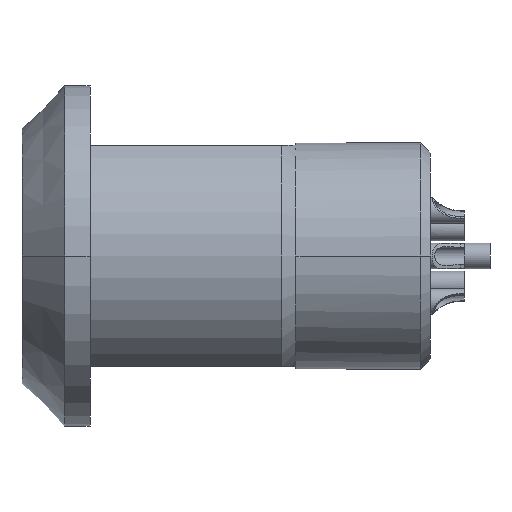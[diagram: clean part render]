
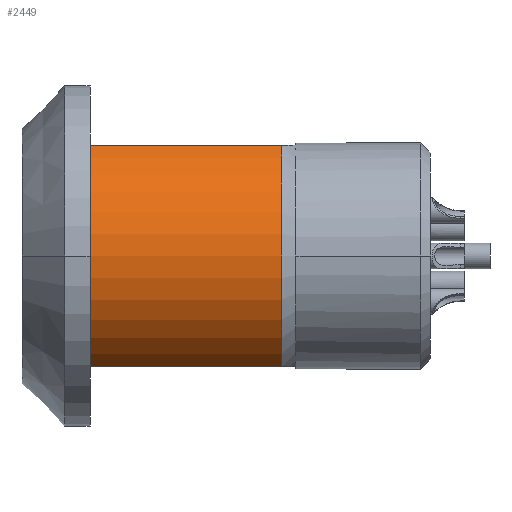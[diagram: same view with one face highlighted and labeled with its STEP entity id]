
A CAD part, front view. The second image highlights one B-rep face of the part: STEP entity #2449.
In plain terms, the highlighted cylindrical face has radius 7.5 mm (diameter 15 mm), a partial arc.
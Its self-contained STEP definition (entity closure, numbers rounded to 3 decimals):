
#180=CARTESIAN_POINT('',(2.25,0.,0.));
#181=DIRECTION('',(1.,0.,0.));
#182=DIRECTION('',(0.,-0.499,0.867));
#183=AXIS2_PLACEMENT_3D('',#180,#181,#182);
#185=DIRECTION('',(1.,0.,0.));
#186=VECTOR('',#185,11.25);
#187=CARTESIAN_POINT('',(-9.,-3.742,-6.5));
#188=LINE('',#187,#186);
#189=CARTESIAN_POINT('',(-9.,0.,0.));
#190=DIRECTION('',(-1.,0.,0.));
#191=DIRECTION('',(0.,-0.499,-0.867));
#192=AXIS2_PLACEMENT_3D('',#189,#190,#191);
#194=DIRECTION('',(1.,0.,0.));
#195=VECTOR('',#194,11.25);
#196=CARTESIAN_POINT('',(-9.,-3.742,6.5));
#197=LINE('',#196,#195);
#240=CARTESIAN_POINT('',(2.25,-3.742,-6.5));
#1950=CARTESIAN_POINT('',(-9.,-3.742,-6.5));
#1952=VERTEX_POINT('',#1950);
#1954=CARTESIAN_POINT('',(-9.,-3.742,6.5));
#1956=VERTEX_POINT('',#1954);
#1960=CARTESIAN_POINT('',(2.25,-3.742,6.5));
#1961=VERTEX_POINT('',#1960);
#1962=VERTEX_POINT('',#240);
#2435=CARTESIAN_POINT('',(-14.2,0.,0.));
#2436=DIRECTION('',(1.,0.,0.));
#2437=DIRECTION('',(0.,-1.,0.));
#2438=AXIS2_PLACEMENT_3D('',#2435,#2436,#2437);
#2439=CYLINDRICAL_SURFACE('',#2438,7.5);
#2441=ORIENTED_EDGE('',*,*,#2440,.T.);
#2443=ORIENTED_EDGE('',*,*,#2442,.F.);
#2444=ORIENTED_EDGE('',*,*,#2413,.T.);
#2446=ORIENTED_EDGE('',*,*,#2445,.T.);
#2447=EDGE_LOOP('',(#2441,#2443,#2444,#2446));
#2448=FACE_OUTER_BOUND('',#2447,.F.);
#2449=ADVANCED_FACE('',(#2448),#2439,.T.);
#184=CIRCLE('',#183,7.5);
#193=CIRCLE('',#192,7.5);
#2413=EDGE_CURVE('',#1952,#1956,#193,.T.);
#2440=EDGE_CURVE('',#1961,#1962,#184,.T.);
#2442=EDGE_CURVE('',#1952,#1962,#188,.T.);
#2445=EDGE_CURVE('',#1956,#1961,#197,.T.);
